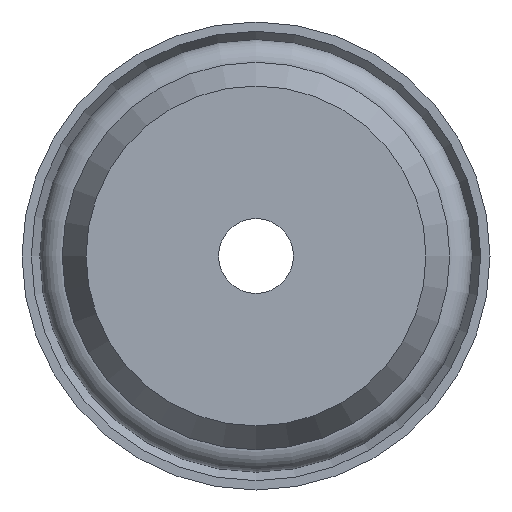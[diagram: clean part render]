
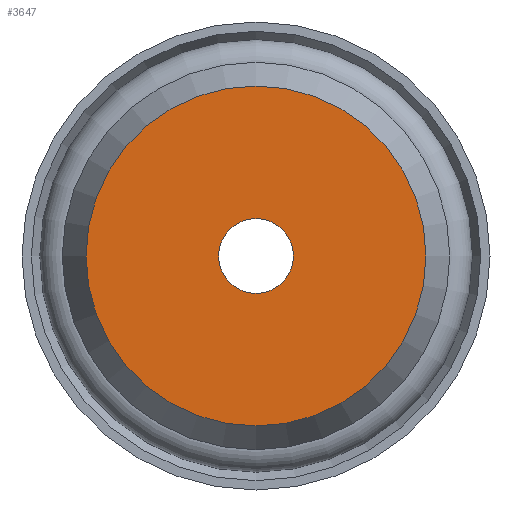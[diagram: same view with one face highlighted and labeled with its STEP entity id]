
A CAD part, front view. The second image highlights one B-rep face of the part: STEP entity #3647.
In plain terms, the highlighted planar face has unit normal (0, -1, 0).
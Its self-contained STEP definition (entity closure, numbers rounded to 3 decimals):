
#1191=ORIENTED_EDGE('',*,*,#1497,.F.);
#1192=ORIENTED_EDGE('',*,*,#1687,.T.);
#1497=EDGE_CURVE('',#1841,#1841,#1967,.T.);
#1687=EDGE_CURVE('',#1947,#1947,#1984,.T.);
#1841=VERTEX_POINT('',#5541);
#1947=VERTEX_POINT('',#7500);
#1967=CIRCLE('',#3732,2.);
#1984=CIRCLE('',#3807,9.08);
#2129=EDGE_LOOP('',(#1191));
#2130=EDGE_LOOP('',(#1192));
#2321=FACE_BOUND('',#2129,.T.);
#2322=FACE_BOUND('',#2130,.T.);
#2435=PLANE('',#3806);
#3647=ADVANCED_FACE('',(#2321,#2322),#2435,.T.);
#3732=AXIS2_PLACEMENT_3D('',#5540,#3998,#3999);
#3806=AXIS2_PLACEMENT_3D('',#7498,#4272,#4273);
#3807=AXIS2_PLACEMENT_3D('',#7499,#4274,#4275);
#3998=DIRECTION('',(0.,-1.,0.));
#3999=DIRECTION('',(0.,0.,-1.));
#4272=DIRECTION('',(0.,-1.,0.));
#4273=DIRECTION('',(0.,0.,-1.));
#4274=DIRECTION('',(0.,-1.,0.));
#4275=DIRECTION('',(0.,0.,-1.));
#5540=CARTESIAN_POINT('',(0.,0.,0.));
#5541=CARTESIAN_POINT('',(0.,0.,-2.));
#7498=CARTESIAN_POINT('',(0.,0.,0.));
#7499=CARTESIAN_POINT('',(0.,0.,0.));
#7500=CARTESIAN_POINT('',(0.,0.,-9.08));
